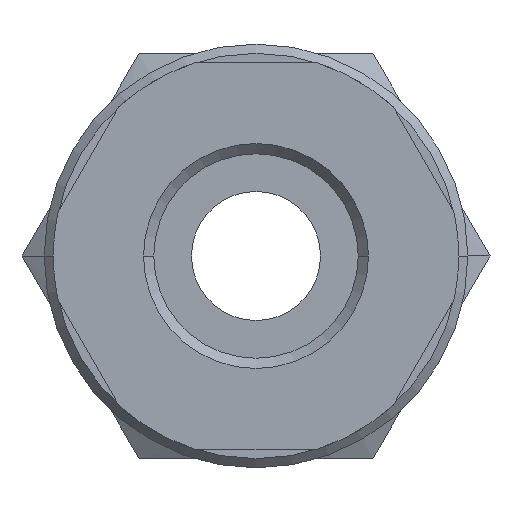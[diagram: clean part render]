
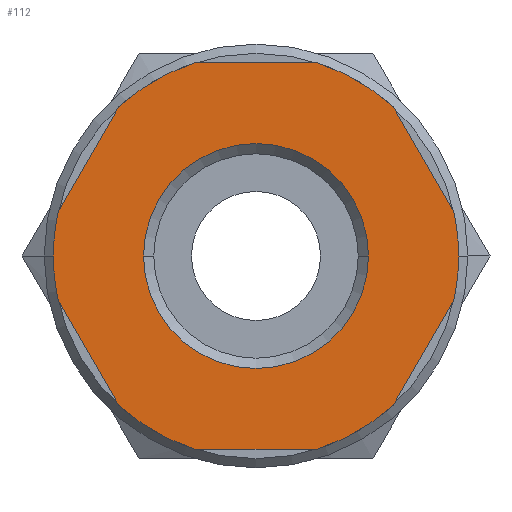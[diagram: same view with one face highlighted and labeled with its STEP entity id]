
A CAD part, front view. The second image highlights one B-rep face of the part: STEP entity #112.
In plain terms, the highlighted planar face has unit normal (0, -1, 0).
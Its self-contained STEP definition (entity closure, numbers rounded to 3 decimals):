
#112=ADVANCED_FACE('',(#299,#300),#301,.T.);
#299=FACE_BOUND('',#568,.T.);
#300=FACE_OUTER_BOUND('',#569,.T.);
#301=PLANE('',#570);
#568=EDGE_LOOP('',(#841,#842));
#569=EDGE_LOOP('',(#843,#844,#845,#846,#847,#848,#849,#850,#851,#852,#853,#854,#855,#856));
#570=AXIS2_PLACEMENT_3D('',#857,#858,#859);
#841=ORIENTED_EDGE('',*,*,#1537,.T.);
#842=ORIENTED_EDGE('',*,*,#1538,.T.);
#843=ORIENTED_EDGE('',*,*,#1539,.T.);
#844=ORIENTED_EDGE('',*,*,#1540,.F.);
#845=ORIENTED_EDGE('',*,*,#1541,.T.);
#846=ORIENTED_EDGE('',*,*,#1542,.F.);
#847=ORIENTED_EDGE('',*,*,#1543,.T.);
#848=ORIENTED_EDGE('',*,*,#1544,.F.);
#849=ORIENTED_EDGE('',*,*,#1545,.F.);
#850=ORIENTED_EDGE('',*,*,#1546,.T.);
#851=ORIENTED_EDGE('',*,*,#1547,.F.);
#852=ORIENTED_EDGE('',*,*,#1548,.T.);
#853=ORIENTED_EDGE('',*,*,#1549,.F.);
#854=ORIENTED_EDGE('',*,*,#1550,.T.);
#855=ORIENTED_EDGE('',*,*,#1551,.F.);
#856=ORIENTED_EDGE('',*,*,#1552,.F.);
#857=CARTESIAN_POINT('',(5.5,0.0,0.0));
#858=DIRECTION('',(-0.0,-1.0,-0.0));
#859=DIRECTION('',(-1.0,0.0,0.0));
#1537=EDGE_CURVE('',#1809,#1810,#1811,.T.);
#1538=EDGE_CURVE('',#1810,#1809,#1812,.T.);
#1539=EDGE_CURVE('',#1813,#1814,#1815,.T.);
#1540=EDGE_CURVE('',#1816,#1814,#1817,.T.);
#1541=EDGE_CURVE('',#1816,#1818,#1819,.T.);
#1542=EDGE_CURVE('',#1820,#1818,#1821,.T.);
#1543=EDGE_CURVE('',#1820,#1822,#1823,.T.);
#1544=EDGE_CURVE('',#1824,#1822,#1825,.T.);
#1545=EDGE_CURVE('',#1826,#1824,#1827,.T.);
#1546=EDGE_CURVE('',#1826,#1828,#1829,.T.);
#1547=EDGE_CURVE('',#1830,#1828,#1831,.T.);
#1548=EDGE_CURVE('',#1830,#1832,#1833,.T.);
#1549=EDGE_CURVE('',#1834,#1832,#1835,.T.);
#1550=EDGE_CURVE('',#1834,#1836,#1837,.T.);
#1551=EDGE_CURVE('',#1838,#1836,#1839,.T.);
#1552=EDGE_CURVE('',#1813,#1838,#1840,.T.);
#1809=VERTEX_POINT('',#2189);
#1810=VERTEX_POINT('',#2190);
#1811=CIRCLE('',#2191,6.105);
#1812=CIRCLE('',#2192,6.105);
#1813=VERTEX_POINT('',#2193);
#1814=VERTEX_POINT('',#2194);
#1815=LINE('',#2195,#2196);
#1816=VERTEX_POINT('',#2197);
#1817=CIRCLE('',#2198,11.0);
#1818=VERTEX_POINT('',#2199);
#1819=LINE('',#2200,#2201);
#1820=VERTEX_POINT('',#2202);
#1821=CIRCLE('',#2203,11.0);
#1822=VERTEX_POINT('',#2204);
#1823=LINE('',#2205,#2206);
#1824=VERTEX_POINT('',#2207);
#1825=CIRCLE('',#2208,11.0);
#1826=VERTEX_POINT('',#2209);
#1827=CIRCLE('',#2210,11.0);
#1828=VERTEX_POINT('',#2211);
#1829=LINE('',#2212,#2213);
#1830=VERTEX_POINT('',#2214);
#1831=CIRCLE('',#2215,11.0);
#1832=VERTEX_POINT('',#2216);
#1833=LINE('',#2217,#2218);
#1834=VERTEX_POINT('',#2219);
#1835=CIRCLE('',#2220,11.0);
#1836=VERTEX_POINT('',#2221);
#1837=LINE('',#2222,#2223);
#1838=VERTEX_POINT('',#2224);
#1839=CIRCLE('',#2225,11.0);
#1840=CIRCLE('',#2226,11.0);
#2189=CARTESIAN_POINT('',(-6.105,0.0,0.));
#2190=CARTESIAN_POINT('',(6.105,0.0,0.));
#2191=AXIS2_PLACEMENT_3D('',#2904,#2905,#2906);
#2192=AXIS2_PLACEMENT_3D('',#2907,#2908,#2909);
#2193=CARTESIAN_POINT('',(-10.733,0.0,-2.411));
#2194=CARTESIAN_POINT('',(-7.454,0.0,-8.089));
#2195=CARTESIAN_POINT('',(-8.406,0.0,-6.441));
#2196=VECTOR('',#2910,1.0);
#2197=CARTESIAN_POINT('',(-3.279,0.0,-10.5));
#2198=AXIS2_PLACEMENT_3D('',#2911,#2912,#2913);
#2199=CARTESIAN_POINT('',(3.279,0.0,-10.5));
#2200=CARTESIAN_POINT('',(2.75,0.0,-10.5));
#2201=VECTOR('',#2914,1.0);
#2202=CARTESIAN_POINT('',(7.454,0.0,-8.089));
#2203=AXIS2_PLACEMENT_3D('',#2915,#2916,#2917);
#2204=CARTESIAN_POINT('',(10.733,0.0,-2.411));
#2205=CARTESIAN_POINT('',(9.781,0.0,-4.059));
#2206=VECTOR('',#2918,1.0);
#2207=CARTESIAN_POINT('',(11.0,0.0,0.));
#2208=AXIS2_PLACEMENT_3D('',#2919,#2920,#2921);
#2209=CARTESIAN_POINT('',(10.733,0.0,2.411));
#2210=AXIS2_PLACEMENT_3D('',#2922,#2923,#2924);
#2211=CARTESIAN_POINT('',(7.454,0.0,8.089));
#2212=CARTESIAN_POINT('',(9.781,0.0,4.059));
#2213=VECTOR('',#2925,1.0);
#2214=CARTESIAN_POINT('',(3.279,0.0,10.5));
#2215=AXIS2_PLACEMENT_3D('',#2926,#2927,#2928);
#2216=CARTESIAN_POINT('',(-3.279,0.0,10.5));
#2217=CARTESIAN_POINT('',(2.75,0.0,10.5));
#2218=VECTOR('',#2929,1.0);
#2219=CARTESIAN_POINT('',(-7.454,0.0,8.089));
#2220=AXIS2_PLACEMENT_3D('',#2930,#2931,#2932);
#2221=CARTESIAN_POINT('',(-10.733,0.0,2.411));
#2222=CARTESIAN_POINT('',(-8.406,0.0,6.441));
#2223=VECTOR('',#2933,1.0);
#2224=CARTESIAN_POINT('',(-11.0,0.0,0.));
#2225=AXIS2_PLACEMENT_3D('',#2934,#2935,#2936);
#2226=AXIS2_PLACEMENT_3D('',#2937,#2938,#2939);
#2904=CARTESIAN_POINT('',(0.0,0.0,0.0));
#2905=DIRECTION('',(-0.0,1.0,0.0));
#2906=DIRECTION('',(1.0,0.0,0.0));
#2907=CARTESIAN_POINT('',(0.0,0.0,0.0));
#2908=DIRECTION('',(-0.0,1.0,0.0));
#2909=DIRECTION('',(1.0,0.0,0.0));
#2910=DIRECTION('',(0.5,0.0,-0.866));
#2911=CARTESIAN_POINT('',(0.0,0.0,0.0));
#2912=DIRECTION('',(-0.0,1.0,0.0));
#2913=DIRECTION('',(1.0,0.0,0.0));
#2914=DIRECTION('',(1.0,-0.0,0.0));
#2915=CARTESIAN_POINT('',(0.0,0.0,0.0));
#2916=DIRECTION('',(-0.0,1.0,0.0));
#2917=DIRECTION('',(1.0,0.0,0.0));
#2918=DIRECTION('',(0.5,-0.0,0.866));
#2919=CARTESIAN_POINT('',(0.0,0.0,0.0));
#2920=DIRECTION('',(-0.0,1.0,0.0));
#2921=DIRECTION('',(1.0,0.0,0.0));
#2922=CARTESIAN_POINT('',(0.0,0.0,0.0));
#2923=DIRECTION('',(-0.0,1.0,0.0));
#2924=DIRECTION('',(1.0,0.0,0.0));
#2925=DIRECTION('',(-0.5,0.0,0.866));
#2926=CARTESIAN_POINT('',(0.0,0.0,0.0));
#2927=DIRECTION('',(-0.0,1.0,0.0));
#2928=DIRECTION('',(1.0,0.0,0.0));
#2929=DIRECTION('',(-1.0,0.0,0.));
#2930=CARTESIAN_POINT('',(0.0,0.0,0.0));
#2931=DIRECTION('',(-0.0,1.0,0.0));
#2932=DIRECTION('',(1.0,0.0,0.0));
#2933=DIRECTION('',(-0.5,0.0,-0.866));
#2934=CARTESIAN_POINT('',(0.0,0.0,0.0));
#2935=DIRECTION('',(-0.0,1.0,0.0));
#2936=DIRECTION('',(1.0,0.0,0.0));
#2937=CARTESIAN_POINT('',(0.0,0.0,0.0));
#2938=DIRECTION('',(-0.0,1.0,0.0));
#2939=DIRECTION('',(1.0,0.0,0.0));
